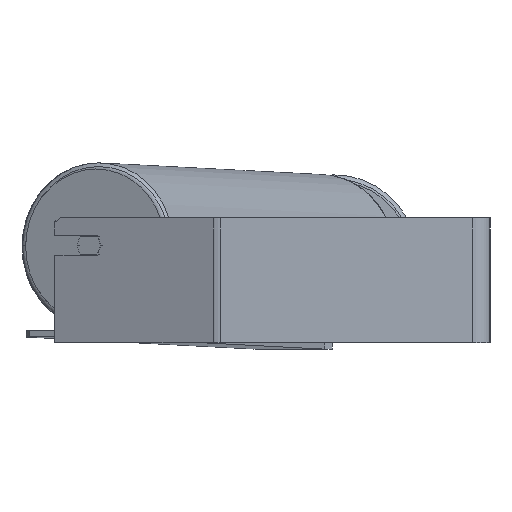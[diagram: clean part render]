
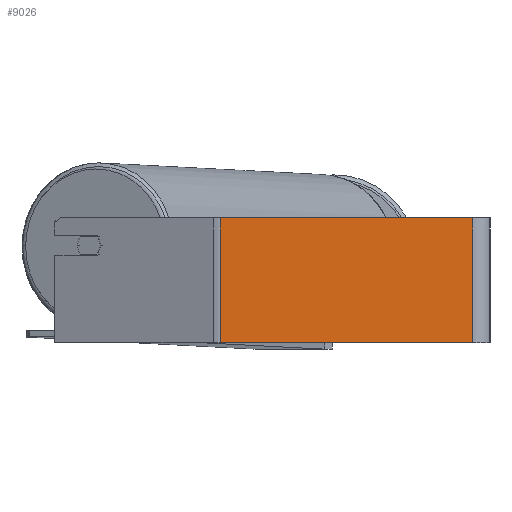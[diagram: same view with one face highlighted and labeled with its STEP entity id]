
A CAD part, left-side view. The second image highlights one B-rep face of the part: STEP entity #9026.
In plain terms, the highlighted planar face has unit normal (-1, 0, 0).
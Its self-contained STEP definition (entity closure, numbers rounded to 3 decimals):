
#466 = LINE ( 'NONE', #7011, #1757 ) ;
#1194 = EDGE_CURVE ( 'NONE', #1604, #4683, #2873, .T. ) ;
#1415 = DIRECTION ( 'NONE',  ( 1., 0., 0. ) ) ;
#1604 = VERTEX_POINT ( 'NONE', #7417 ) ;
#1757 = VECTOR ( 'NONE', #7673, 1000. ) ;
#2191 = VECTOR ( 'NONE', #4916, 1000. ) ;
#2280 = EDGE_CURVE ( 'NONE', #3009, #1604, #6457, .T. ) ;
#2371 = CARTESIAN_POINT ( 'NONE',  ( -700., 218.947, 50. ) ) ;
#2661 = ORIENTED_EDGE ( 'NONE', *, *, #8074, .T. ) ;
#2873 = LINE ( 'NONE', #8054, #7306 ) ;
#2904 = ORIENTED_EDGE ( 'NONE', *, *, #2280, .F. ) ;
#3009 = VERTEX_POINT ( 'NONE', #9137 ) ;
#3109 = CARTESIAN_POINT ( 'NONE',  ( -700., 215.843, -50. ) ) ;
#3442 = DIRECTION ( 'NONE',  ( 0., -1., 0. ) ) ;
#3795 = ORIENTED_EDGE ( 'NONE', *, *, #5098, .T. ) ;
#4550 = VERTEX_POINT ( 'NONE', #3109 ) ;
#4683 = VERTEX_POINT ( 'NONE', #6318 ) ;
#4916 = DIRECTION ( 'NONE',  ( 0., 0., -1. ) ) ;
#5098 = EDGE_CURVE ( 'NONE', #4550, #4683, #466, .T. ) ;
#5163 = FACE_OUTER_BOUND ( 'NONE', #8362, .T. ) ;
#5625 = LINE ( 'NONE', #7655, #2191 ) ;
#6265 = CARTESIAN_POINT ( 'NONE',  ( -700., 218.947, 50. ) ) ;
#6291 = AXIS2_PLACEMENT_3D ( 'NONE', #2371, #1415, #7196 ) ;
#6318 = CARTESIAN_POINT ( 'NONE',  ( -700., 14., -50. ) ) ;
#6457 = LINE ( 'NONE', #6265, #8078 ) ;
#7011 = CARTESIAN_POINT ( 'NONE',  ( -700., 218.947, -50. ) ) ;
#7057 = ORIENTED_EDGE ( 'NONE', *, *, #1194, .F. ) ;
#7196 = DIRECTION ( 'NONE',  ( 0., 0., -1. ) ) ;
#7306 = VECTOR ( 'NONE', #8772, 1000. ) ;
#7417 = CARTESIAN_POINT ( 'NONE',  ( -700., 14., 50. ) ) ;
#7655 = CARTESIAN_POINT ( 'NONE',  ( -700., 215.843, 50. ) ) ;
#7673 = DIRECTION ( 'NONE',  ( 0., -1., 0. ) ) ;
#8054 = CARTESIAN_POINT ( 'NONE',  ( -700., 14., 50. ) ) ;
#8074 = EDGE_CURVE ( 'NONE', #3009, #4550, #5625, .T. ) ;
#8078 = VECTOR ( 'NONE', #3442, 1000. ) ;
#8362 = EDGE_LOOP ( 'NONE', ( #3795, #7057, #2904, #2661 ) ) ;
#8772 = DIRECTION ( 'NONE',  ( 0., 0., -1. ) ) ;
#8852 = PLANE ( 'NONE',  #6291 ) ;
#9026 = ADVANCED_FACE ( 'NONE', ( #5163 ), #8852, .F. ) ;
#9137 = CARTESIAN_POINT ( 'NONE',  ( -700., 215.843, 50. ) ) ;
